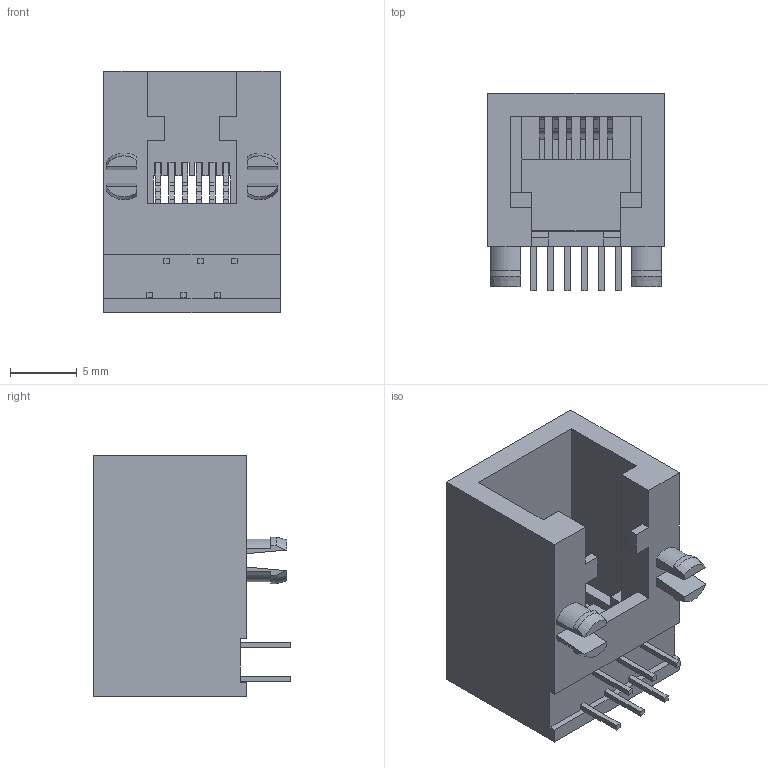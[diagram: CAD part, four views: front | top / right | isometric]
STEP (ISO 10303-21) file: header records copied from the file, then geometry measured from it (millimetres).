
FILE_DESCRIPTION(('STEP AP242'),'1');
FILE_NAME('95501-2661.stp','2021-07-21T10:14:40',('TraceParts'),('TraceParts S.A.'),'Spatial InterOp 3D',' ',' ');
FILE_SCHEMA(('AP242_MANAGED_MODEL_BASED_3D_ENGINEERING_MIM_LF {1 0 10303 442 1 1 4}'));
Length unit declared in the file: millimetre
Products named in the file (1): 95501-2661_1
Bounding box: 13.21 x 14.8 x 18.1 mm (x, y, z)
Volume: 1298.2 mm3; surface area: 2073.3 mm2
Topology: 1 solids, 1 shells, 334 faces, 986 edges, 674 vertices
Faces by surface type: plane 268, cylinder 62, cone 4
Entity records: 11096 total; most frequent: CARTESIAN_POINT 2016, ORIENTED_EDGE 1936, DIRECTION 1790, EDGE_CURVE 968, LINE 830, VECTOR 830, VERTEX_POINT 638, AXIS2_PLACEMENT_3D 480
